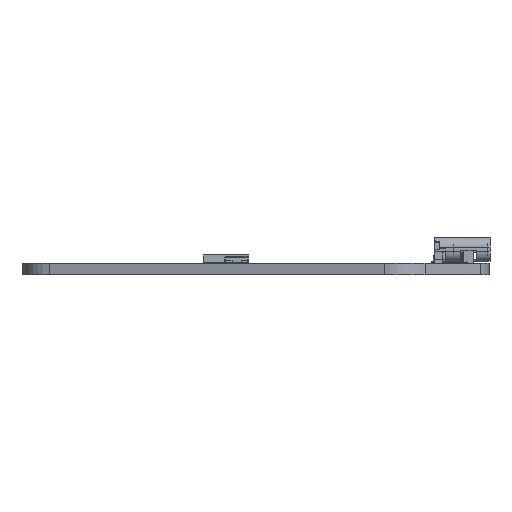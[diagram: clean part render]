
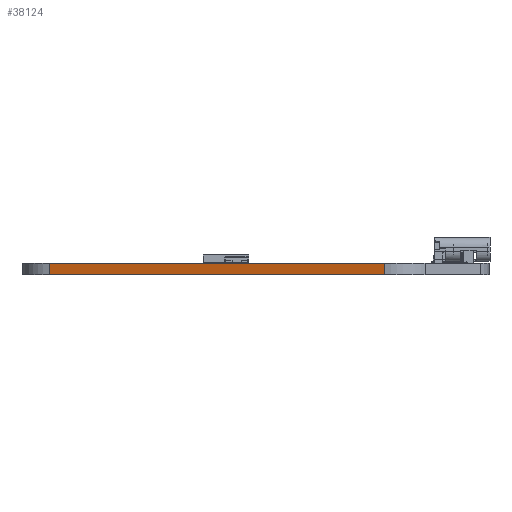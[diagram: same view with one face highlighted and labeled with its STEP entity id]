
A CAD part, left-side view. The second image highlights one B-rep face of the part: STEP entity #38124.
In plain terms, the highlighted planar face has unit normal (-0.954, 0.299, 0).
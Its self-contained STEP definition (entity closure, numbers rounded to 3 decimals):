
#36420 = VERTEX_POINT('',#36421);
#36421 = CARTESIAN_POINT('',(118.464,-64.284,0.));
#36427 = EDGE_CURVE('',#36428,#36420,#36430,.T.);
#36428 = VERTEX_POINT('',#36429);
#36429 = CARTESIAN_POINT('',(104.588,-108.576,0.));
#36430 = LINE('',#36431,#36432);
#36431 = CARTESIAN_POINT('',(104.588,-108.576,0.));
#36432 = VECTOR('',#36433,1.);
#36433 = DIRECTION('',(0.299,0.954,0.));
#37156 = VERTEX_POINT('',#37157);
#37157 = CARTESIAN_POINT('',(118.464,-64.284,1.51));
#37163 = EDGE_CURVE('',#37164,#37156,#37166,.T.);
#37164 = VERTEX_POINT('',#37165);
#37165 = CARTESIAN_POINT('',(104.588,-108.576,1.51));
#37166 = LINE('',#37167,#37168);
#37167 = CARTESIAN_POINT('',(104.588,-108.576,1.51));
#37168 = VECTOR('',#37169,1.);
#37169 = DIRECTION('',(0.299,0.954,0.));
#38094 = EDGE_CURVE('',#36420,#37156,#38095,.T.);
#38095 = LINE('',#38096,#38097);
#38096 = CARTESIAN_POINT('',(118.464,-64.284,0.));
#38097 = VECTOR('',#38098,1.);
#38098 = DIRECTION('',(0.,0.,1.));
#38124 = ADVANCED_FACE('',(#38125),#38136,.T.);
#38125 = FACE_BOUND('',#38126,.T.);
#38126 = EDGE_LOOP('',(#38127,#38133,#38134,#38135));
#38127 = ORIENTED_EDGE('',*,*,#38128,.T.);
#38128 = EDGE_CURVE('',#36428,#37164,#38129,.T.);
#38129 = LINE('',#38130,#38131);
#38130 = CARTESIAN_POINT('',(104.588,-108.576,0.));
#38131 = VECTOR('',#38132,1.);
#38132 = DIRECTION('',(0.,0.,1.));
#38133 = ORIENTED_EDGE('',*,*,#37163,.T.);
#38134 = ORIENTED_EDGE('',*,*,#38094,.F.);
#38135 = ORIENTED_EDGE('',*,*,#36427,.F.);
#38136 = PLANE('',#38137);
#38137 = AXIS2_PLACEMENT_3D('',#38138,#38139,#38140);
#38138 = CARTESIAN_POINT('',(104.588,-108.576,0.));
#38139 = DIRECTION('',(-0.954,0.299,0.));
#38140 = DIRECTION('',(0.299,0.954,0.));
